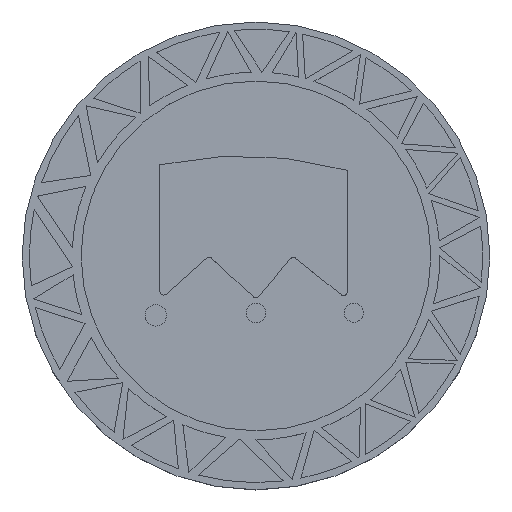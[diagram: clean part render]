
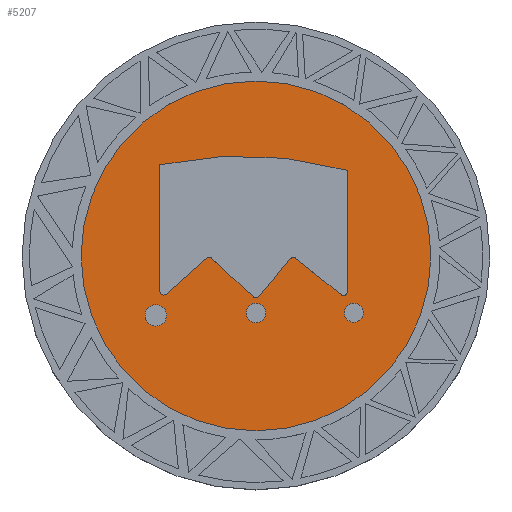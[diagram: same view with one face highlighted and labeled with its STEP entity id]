
A CAD part, top view. The second image highlights one B-rep face of the part: STEP entity #5207.
In plain terms, the highlighted planar face has unit normal (0, 0, 1).
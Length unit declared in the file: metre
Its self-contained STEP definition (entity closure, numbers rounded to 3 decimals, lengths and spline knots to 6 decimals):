
#249=LINE('',#8102,#801);
#255=LINE('',#8116,#807);
#259=LINE('',#8125,#811);
#261=LINE('',#8129,#813);
#265=LINE('',#8138,#817);
#272=LINE('',#8157,#824);
#801=VECTOR('',#6372,1.);
#807=VECTOR('',#6380,1.);
#811=VECTOR('',#6386,1.);
#813=VECTOR('',#6390,1.);
#817=VECTOR('',#6396,1.);
#824=VECTOR('',#6411,1.);
#1472=ORIENTED_EDGE('',*,*,#2905,.T.);
#1473=ORIENTED_EDGE('',*,*,#2938,.T.);
#1474=ORIENTED_EDGE('',*,*,#2939,.F.);
#1475=ORIENTED_EDGE('',*,*,#2940,.T.);
#1476=ORIENTED_EDGE('',*,*,#2917,.F.);
#1477=ORIENTED_EDGE('',*,*,#2941,.T.);
#1478=ORIENTED_EDGE('',*,*,#2919,.F.);
#1479=ORIENTED_EDGE('',*,*,#2942,.T.);
#1480=ORIENTED_EDGE('',*,*,#2923,.F.);
#1481=ORIENTED_EDGE('',*,*,#2927,.T.);
#1482=ORIENTED_EDGE('',*,*,#2932,.F.);
#1483=ORIENTED_EDGE('',*,*,#2943,.T.);
#1484=ORIENTED_EDGE('',*,*,#2907,.F.);
#1485=ORIENTED_EDGE('',*,*,#2944,.T.);
#1486=ORIENTED_EDGE('',*,*,#2913,.F.);
#1487=ORIENTED_EDGE('',*,*,#2945,.T.);
#2905=EDGE_CURVE('',#3643,#3643,#3997,.F.);
#2907=EDGE_CURVE('',#3645,#3646,#249,.T.);
#2913=EDGE_CURVE('',#3651,#3652,#255,.T.);
#2917=EDGE_CURVE('',#3655,#3656,#259,.T.);
#2919=EDGE_CURVE('',#3657,#3658,#261,.T.);
#2923=EDGE_CURVE('',#3661,#3662,#265,.T.);
#2927=EDGE_CURVE('',#3661,#3665,#3999,.F.);
#2932=EDGE_CURVE('',#3668,#3665,#272,.T.);
#2938=EDGE_CURVE('',#3669,#3669,#4006,.T.);
#2939=EDGE_CURVE('',#3670,#3670,#4007,.T.);
#2940=EDGE_CURVE('',#3671,#3671,#4008,.F.);
#2941=EDGE_CURVE('',#3655,#3658,#4009,.T.);
#2942=EDGE_CURVE('',#3657,#3662,#4010,.F.);
#2943=EDGE_CURVE('',#3668,#3646,#4011,.F.);
#2944=EDGE_CURVE('',#3645,#3652,#4012,.T.);
#2945=EDGE_CURVE('',#3651,#3656,#4013,.F.);
#3643=VERTEX_POINT('',#8097);
#3645=VERTEX_POINT('',#8103);
#3646=VERTEX_POINT('',#8104);
#3651=VERTEX_POINT('',#8115);
#3652=VERTEX_POINT('',#8117);
#3655=VERTEX_POINT('',#8124);
#3656=VERTEX_POINT('',#8126);
#3657=VERTEX_POINT('',#8130);
#3658=VERTEX_POINT('',#8131);
#3661=VERTEX_POINT('',#8139);
#3662=VERTEX_POINT('',#8140);
#3665=VERTEX_POINT('',#8148);
#3668=VERTEX_POINT('',#8156);
#3669=VERTEX_POINT('',#8166);
#3670=VERTEX_POINT('',#8168);
#3671=VERTEX_POINT('',#8170);
#3997=CIRCLE('',#5620,0.000506);
#3999=CIRCLE('',#5629,0.020814);
#4006=CIRCLE('',#5639,0.009346);
#4007=CIRCLE('',#5640,0.000518);
#4008=CIRCLE('',#5641,0.000574);
#4009=CIRCLE('',#5642,0.0002);
#4010=CIRCLE('',#5643,0.0002);
#4011=CIRCLE('',#5644,0.0002);
#4012=CIRCLE('',#5645,0.0002);
#4013=CIRCLE('',#5646,0.0002);
#4194=EDGE_LOOP('',(#1472));
#4195=EDGE_LOOP('',(#1473));
#4196=EDGE_LOOP('',(#1474));
#4197=EDGE_LOOP('',(#1475));
#4198=EDGE_LOOP('',(#1476,#1477,#1478,#1479,#1480,#1481,#1482,#1483,#1484,
#1485,#1486,#1487));
#4618=FACE_BOUND('',#4194,.T.);
#4619=FACE_BOUND('',#4195,.T.);
#4620=FACE_BOUND('',#4196,.T.);
#4621=FACE_BOUND('',#4197,.T.);
#4622=FACE_BOUND('',#4198,.T.);
#4965=PLANE('',#5638);
#5207=ADVANCED_FACE('',(#4618,#4619,#4620,#4621,#4622),#4965,.T.);
#5620=AXIS2_PLACEMENT_3D('',#8096,#6364,#6365);
#5629=AXIS2_PLACEMENT_3D('',#8147,#6402,#6403);
#5638=AXIS2_PLACEMENT_3D('',#8164,#6424,#6425);
#5639=AXIS2_PLACEMENT_3D('',#8165,#6426,#6427);
#5640=AXIS2_PLACEMENT_3D('',#8167,#6428,#6429);
#5641=AXIS2_PLACEMENT_3D('',#8169,#6430,#6431);
#5642=AXIS2_PLACEMENT_3D('',#8171,#6432,#6433);
#5643=AXIS2_PLACEMENT_3D('',#8172,#6434,#6435);
#5644=AXIS2_PLACEMENT_3D('',#8173,#6436,#6437);
#5645=AXIS2_PLACEMENT_3D('',#8174,#6438,#6439);
#5646=AXIS2_PLACEMENT_3D('',#8175,#6440,#6441);
#6364=DIRECTION('',(0.,0.,1.));
#6365=DIRECTION('',(1.,0.,0.));
#6372=DIRECTION('',(0.779,-0.627,0.));
#6380=DIRECTION('',(0.648,0.762,0.));
#6386=DIRECTION('',(0.732,-0.681,0.));
#6390=DIRECTION('',(0.749,0.662,0.));
#6396=DIRECTION('',(0.,-1.,0.));
#6402=DIRECTION('',(0.,0.,1.));
#6403=DIRECTION('',(1.,0.,0.));
#6411=DIRECTION('',(0.,1.,0.));
#6424=DIRECTION('',(0.,0.,1.));
#6425=DIRECTION('',(1.,0.,0.));
#6426=DIRECTION('',(0.,0.,1.));
#6427=DIRECTION('',(1.,0.,0.));
#6428=DIRECTION('',(0.,0.,1.));
#6429=DIRECTION('',(1.,0.,0.));
#6430=DIRECTION('',(0.,0.,1.));
#6431=DIRECTION('',(1.,0.,0.));
#6432=DIRECTION('',(0.,0.,1.));
#6433=DIRECTION('',(1.,0.,0.));
#6434=DIRECTION('',(0.,0.,1.));
#6435=DIRECTION('',(1.,0.,0.));
#6436=DIRECTION('',(0.,0.,1.));
#6437=DIRECTION('',(1.,0.,0.));
#6438=DIRECTION('',(0.,0.,1.));
#6439=DIRECTION('',(1.,0.,0.));
#6440=DIRECTION('',(0.,0.,1.));
#6441=DIRECTION('',(1.,0.,0.));
#8096=CARTESIAN_POINT('',(0.005229,-0.003037,0.003));
#8097=CARTESIAN_POINT('',(0.005735,-0.003037,0.003));
#8102=CARTESIAN_POINT('',(0.003423,-0.001166,0.003));
#8103=CARTESIAN_POINT('',(0.002126,-0.000122,0.003));
#8104=CARTESIAN_POINT('',(0.004546,-0.002071,0.003));
#8115=CARTESIAN_POINT('',(0.000135,-0.002162,0.003));
#8116=CARTESIAN_POINT('',(0.000987,-0.00116,0.003));
#8117=CARTESIAN_POINT('',(0.001848,-0.000148,0.003));
#8124=CARTESIAN_POINT('',(-0.002363,-0.000123,0.003));
#8125=CARTESIAN_POINT('',(-0.001248,-0.00116,0.003));
#8126=CARTESIAN_POINT('',(-0.000153,-0.002179,0.003));
#8129=CARTESIAN_POINT('',(-0.003815,-0.001166,0.003));
#8130=CARTESIAN_POINT('',(-0.004803,-0.002039,0.003));
#8131=CARTESIAN_POINT('',(-0.002631,-0.00012,0.003));
#8138=CARTESIAN_POINT('',(-0.005135,0.00127,0.003));
#8139=CARTESIAN_POINT('',(-0.005135,0.004874,0.003));
#8140=CARTESIAN_POINT('',(-0.005135,-0.001889,0.003));
#8147=CARTESIAN_POINT('',(-0.000725,-0.015468,0.003));
#8148=CARTESIAN_POINT('',(0.004871,0.00458,0.003));
#8156=CARTESIAN_POINT('',(0.004871,-0.001915,0.003));
#8157=CARTESIAN_POINT('',(0.004871,0.001124,0.003));
#8164=CARTESIAN_POINT('',(0.,0.,0.003));
#8165=CARTESIAN_POINT('',(0.,0.,0.003));
#8166=CARTESIAN_POINT('',(0.009346,0.,0.003));
#8167=CARTESIAN_POINT('',(0.,-0.003054,0.003));
#8168=CARTESIAN_POINT('',(0.000518,-0.003054,0.003));
#8169=CARTESIAN_POINT('',(-0.005353,-0.003173,0.003));
#8170=CARTESIAN_POINT('',(-0.004778,-0.003173,0.003));
#8171=CARTESIAN_POINT('',(-0.002499,-0.00027,0.003));
#8172=CARTESIAN_POINT('',(-0.004935,-0.001889,0.003));
#8173=CARTESIAN_POINT('',(0.004671,-0.001915,0.003));
#8174=CARTESIAN_POINT('',(0.002001,-0.000278,0.003));
#8175=CARTESIAN_POINT('',(-0.000017,-0.002032,0.003));
